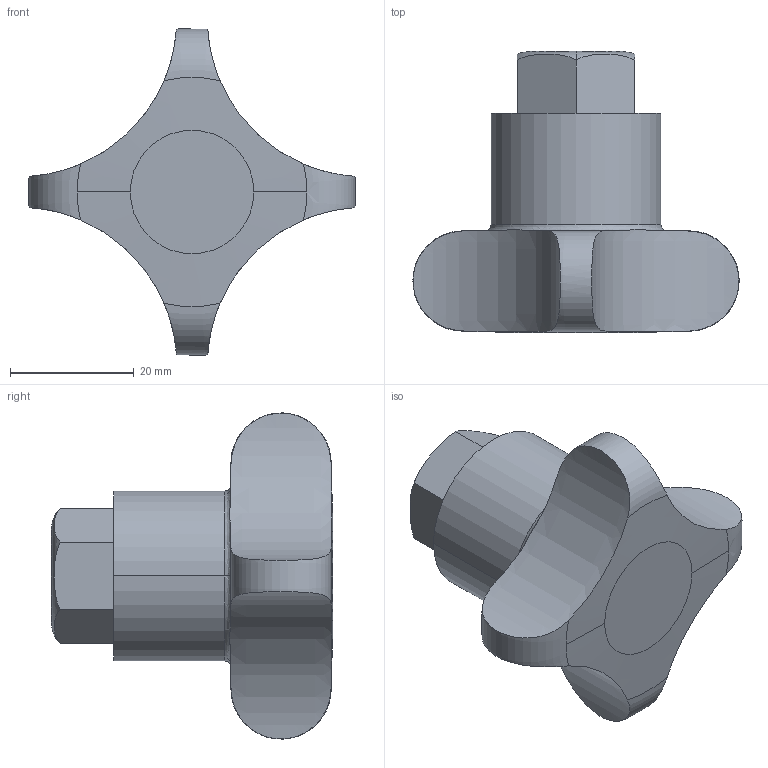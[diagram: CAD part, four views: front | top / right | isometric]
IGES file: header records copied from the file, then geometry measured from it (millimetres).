
Start section:  PTC IGES file: s01-183-54921.igs
Global section: file name: s01-183-54921.igs; native system: Pro/ENGINEER by Parametric Technology Corporation; preprocessor: 2006200; author: Andrea.Castagnoli; organization: Unknown; date: 20070622.123248; units: millimetre
Bounding box: 52.81 x 45.5 x 52.8 mm (x, y, z)
Volume: 28774 mm3; surface area: 11129.1 mm2
Topology: 2 solids, 3 shells, 46 faces, 112 edges, 71 vertices
Faces by surface type: revolution 30, bspline 16
